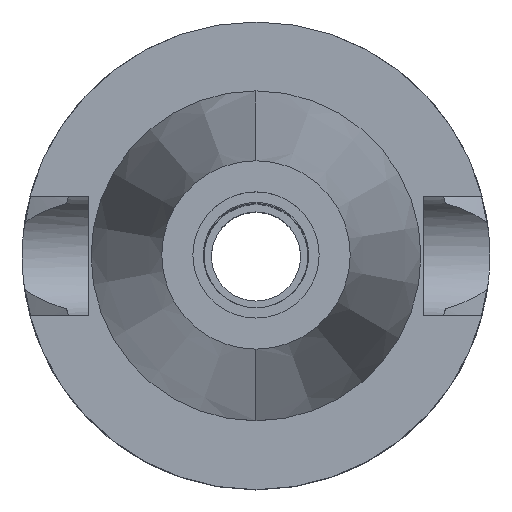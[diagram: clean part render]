
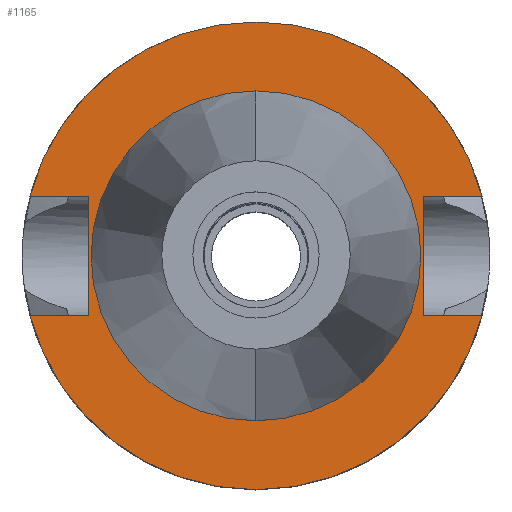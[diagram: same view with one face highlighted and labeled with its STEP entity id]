
A CAD part, top view. The second image highlights one B-rep face of the part: STEP entity #1165.
In plain terms, the highlighted planar face has unit normal (0, 0, 1).
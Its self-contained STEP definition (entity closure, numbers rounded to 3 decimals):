
#94=DIRECTION('',(0.,1.,0.));
#95=VECTOR('',#94,16.1);
#96=CARTESIAN_POINT('',(-22.5,-8.05,-1.));
#97=LINE('',#96,#95);
#101=DIRECTION('',(-1.,0.,0.));
#102=VECTOR('',#101,7.954);
#103=CARTESIAN_POINT('',(-22.5,8.05,-1.));
#104=LINE('',#103,#102);
#108=CARTESIAN_POINT('',(0.,0.,-1.));
#109=DIRECTION('',(0.,0.,-1.));
#110=DIRECTION('',(-0.967,0.256,0.));
#111=AXIS2_PLACEMENT_3D('',#108,#109,#110);
#116=CARTESIAN_POINT('',(0.,0.,-1.));
#117=DIRECTION('',(0.,0.,-1.));
#118=DIRECTION('',(0.,1.,0.));
#119=AXIS2_PLACEMENT_3D('',#116,#117,#118);
#124=DIRECTION('',(0.,-1.,0.));
#125=VECTOR('',#124,16.1);
#126=CARTESIAN_POINT('',(22.5,8.05,-1.));
#127=LINE('',#126,#125);
#131=DIRECTION('',(1.,0.,0.));
#132=VECTOR('',#131,7.954);
#133=CARTESIAN_POINT('',(22.5,-8.05,-1.));
#134=LINE('',#133,#132);
#138=CARTESIAN_POINT('',(0.,0.,-1.));
#139=DIRECTION('',(0.,0.,-1.));
#140=DIRECTION('',(0.967,-0.256,0.));
#141=AXIS2_PLACEMENT_3D('',#138,#139,#140);
#146=CARTESIAN_POINT('',(0.,0.,-1.));
#147=DIRECTION('',(0.,0.,-1.));
#148=DIRECTION('',(0.,-1.,0.));
#149=AXIS2_PLACEMENT_3D('',#146,#147,#148);
#154=CARTESIAN_POINT('',(0.,0.,-1.));
#155=DIRECTION('',(0.,0.,1.));
#156=DIRECTION('',(0.,-1.,0.));
#157=AXIS2_PLACEMENT_3D('',#154,#155,#156);
#162=CARTESIAN_POINT('',(0.,0.,-1.));
#163=DIRECTION('',(0.,0.,1.));
#164=DIRECTION('',(0.,1.,0.));
#165=AXIS2_PLACEMENT_3D('',#162,#163,#164);
#200=DIRECTION('',(-1.,0.,0.));
#201=VECTOR('',#200,7.954);
#202=CARTESIAN_POINT('',(-22.5,-8.05,-1.));
#203=LINE('',#202,#201);
#337=DIRECTION('',(1.,0.,0.));
#338=VECTOR('',#337,7.954);
#339=CARTESIAN_POINT('',(22.5,8.05,-1.));
#340=LINE('',#339,#338);
#1022=CARTESIAN_POINT('',(-22.5,-8.05,-1.));
#1023=VERTEX_POINT('',#1022);
#1024=CARTESIAN_POINT('',(-30.454,-8.05,-1.));
#1025=VERTEX_POINT('',#1024);
#1028=CARTESIAN_POINT('',(-22.5,8.05,-1.));
#1029=VERTEX_POINT('',#1028);
#1030=CARTESIAN_POINT('',(-30.454,8.05,-1.));
#1031=VERTEX_POINT('',#1030);
#1032=CARTESIAN_POINT('',(0.,31.5,-1.));
#1033=CARTESIAN_POINT('',(30.454,8.05,-1.));
#1034=VERTEX_POINT('',#1032);
#1035=VERTEX_POINT('',#1033);
#1036=CARTESIAN_POINT('',(22.5,8.05,-1.));
#1037=VERTEX_POINT('',#1036);
#1038=CARTESIAN_POINT('',(22.5,-8.05,-1.));
#1039=VERTEX_POINT('',#1038);
#1040=CARTESIAN_POINT('',(30.454,-8.05,-1.));
#1041=VERTEX_POINT('',#1040);
#1042=CARTESIAN_POINT('',(0.,-31.5,-1.));
#1043=VERTEX_POINT('',#1042);
#1044=CARTESIAN_POINT('',(0.,-22.225,-1.));
#1045=CARTESIAN_POINT('',(0.,22.225,-1.));
#1046=VERTEX_POINT('',#1044);
#1047=VERTEX_POINT('',#1045);
#1134=CARTESIAN_POINT('',(0.,0.,-1.));
#1135=DIRECTION('',(0.,0.,-1.));
#1136=DIRECTION('',(0.,-1.,0.));
#1137=AXIS2_PLACEMENT_3D('',#1134,#1135,#1136);
#1138=PLANE('',#1137);
#1140=ORIENTED_EDGE('',*,*,#1139,.T.);
#1142=ORIENTED_EDGE('',*,*,#1141,.T.);
#1144=ORIENTED_EDGE('',*,*,#1143,.T.);
#1146=ORIENTED_EDGE('',*,*,#1145,.T.);
#1148=ORIENTED_EDGE('',*,*,#1147,.F.);
#1150=ORIENTED_EDGE('',*,*,#1149,.T.);
#1152=ORIENTED_EDGE('',*,*,#1151,.T.);
#1154=ORIENTED_EDGE('',*,*,#1153,.T.);
#1156=ORIENTED_EDGE('',*,*,#1155,.T.);
#1158=ORIENTED_EDGE('',*,*,#1157,.F.);
#1159=EDGE_LOOP('',(#1140,#1142,#1144,#1146,#1148,#1150,#1152,#1154,#1156,
#1158));
#1160=FACE_OUTER_BOUND('',#1159,.F.);
#1161=ORIENTED_EDGE('',*,*,#1113,.T.);
#1162=ORIENTED_EDGE('',*,*,#1129,.T.);
#1163=EDGE_LOOP('',(#1161,#1162));
#1164=FACE_BOUND('',#1163,.F.);
#112=CIRCLE('',#111,31.5);
#120=CIRCLE('',#119,31.5);
#142=CIRCLE('',#141,31.5);
#150=CIRCLE('',#149,31.5);
#158=CIRCLE('',#157,22.225);
#166=CIRCLE('',#165,22.225);
#1113=EDGE_CURVE('',#1046,#1047,#158,.T.);
#1129=EDGE_CURVE('',#1047,#1046,#166,.T.);
#1139=EDGE_CURVE('',#1023,#1029,#97,.T.);
#1141=EDGE_CURVE('',#1029,#1031,#104,.T.);
#1143=EDGE_CURVE('',#1031,#1034,#112,.T.);
#1145=EDGE_CURVE('',#1034,#1035,#120,.T.);
#1147=EDGE_CURVE('',#1037,#1035,#340,.T.);
#1149=EDGE_CURVE('',#1037,#1039,#127,.T.);
#1151=EDGE_CURVE('',#1039,#1041,#134,.T.);
#1153=EDGE_CURVE('',#1041,#1043,#142,.T.);
#1155=EDGE_CURVE('',#1043,#1025,#150,.T.);
#1157=EDGE_CURVE('',#1023,#1025,#203,.T.);
#1165=ADVANCED_FACE('',(#1160,#1164),#1138,.F.);
